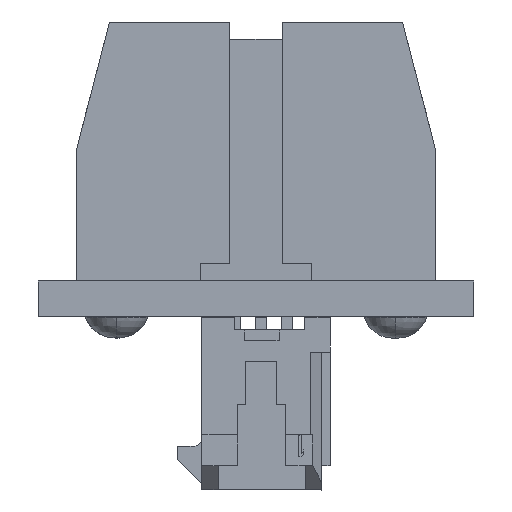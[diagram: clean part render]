
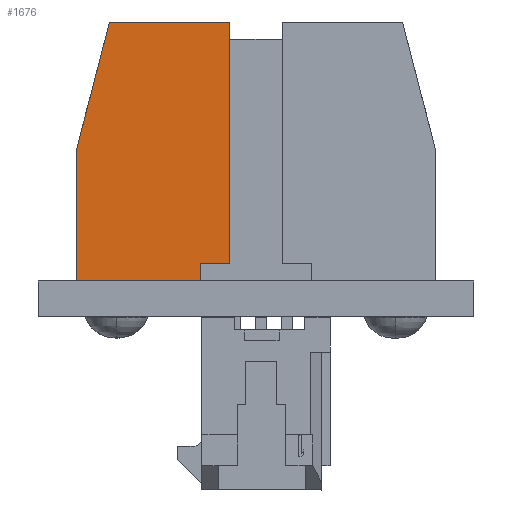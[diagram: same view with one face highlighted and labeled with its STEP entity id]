
A CAD part, left-side view. The second image highlights one B-rep face of the part: STEP entity #1676.
In plain terms, the highlighted face is planar.
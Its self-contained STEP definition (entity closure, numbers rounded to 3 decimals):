
#1202 = VERTEX_POINT('',#1203);
#1203 = CARTESIAN_POINT('',(-10.325,0.,38.525));
#1284 = VERTEX_POINT('',#1285);
#1285 = CARTESIAN_POINT('',(-3.175,0.,38.525));
#1291 = EDGE_CURVE('',#1202,#1284,#1292,.T.);
#1292 = LINE('',#1293,#1294);
#1293 = CARTESIAN_POINT('',(-10.325,0.,38.525));
#1294 = VECTOR('',#1295,1.);
#1295 = DIRECTION('',(1.,0.,0.));
#1643 = VERTEX_POINT('',#1644);
#1644 = CARTESIAN_POINT('',(-8.409,14.86,38.525));
#1650 = EDGE_CURVE('',#1651,#1643,#1653,.T.);
#1651 = VERTEX_POINT('',#1652);
#1652 = CARTESIAN_POINT('',(-1.5,14.86,38.525));
#1653 = LINE('',#1654,#1655);
#1654 = CARTESIAN_POINT('',(8.409,14.86,38.525));
#1655 = VECTOR('',#1656,1.);
#1656 = DIRECTION('',(-1.,0.,0.));
#1676 = ADVANCED_FACE('',(#1677),#1717,.T.);
#1677 = FACE_BOUND('',#1678,.T.);
#1678 = EDGE_LOOP('',(#1679,#1687,#1695,#1701,#1702,#1710,#1716));
#1679 = ORIENTED_EDGE('',*,*,#1680,.F.);
#1680 = EDGE_CURVE('',#1681,#1284,#1683,.T.);
#1681 = VERTEX_POINT('',#1682);
#1682 = CARTESIAN_POINT('',(-3.175,1.,38.525));
#1683 = LINE('',#1684,#1685);
#1684 = CARTESIAN_POINT('',(-3.175,1.,38.525));
#1685 = VECTOR('',#1686,1.);
#1686 = DIRECTION('',(0.,-1.,0.));
#1687 = ORIENTED_EDGE('',*,*,#1688,.F.);
#1688 = EDGE_CURVE('',#1689,#1681,#1691,.T.);
#1689 = VERTEX_POINT('',#1690);
#1690 = CARTESIAN_POINT('',(-1.5,1.,38.525));
#1691 = LINE('',#1692,#1693);
#1692 = CARTESIAN_POINT('',(-3.175,1.,38.525));
#1693 = VECTOR('',#1694,1.);
#1694 = DIRECTION('',(-1.,0.,0.));
#1695 = ORIENTED_EDGE('',*,*,#1696,.F.);
#1696 = EDGE_CURVE('',#1651,#1689,#1697,.T.);
#1697 = LINE('',#1698,#1699);
#1698 = CARTESIAN_POINT('',(-1.5,0.,38.525));
#1699 = VECTOR('',#1700,1.);
#1700 = DIRECTION('',(0.,-1.,0.));
#1701 = ORIENTED_EDGE('',*,*,#1650,.T.);
#1702 = ORIENTED_EDGE('',*,*,#1703,.T.);
#1703 = EDGE_CURVE('',#1643,#1704,#1706,.T.);
#1704 = VERTEX_POINT('',#1705);
#1705 = CARTESIAN_POINT('',(-10.325,7.457,38.525));
#1706 = LINE('',#1707,#1708);
#1707 = CARTESIAN_POINT('',(-8.409,14.86,38.525));
#1708 = VECTOR('',#1709,1.);
#1709 = DIRECTION('',(-0.251,-0.968,0.));
#1710 = ORIENTED_EDGE('',*,*,#1711,.T.);
#1711 = EDGE_CURVE('',#1704,#1202,#1712,.T.);
#1712 = LINE('',#1713,#1714);
#1713 = CARTESIAN_POINT('',(-10.325,7.457,38.525));
#1714 = VECTOR('',#1715,1.);
#1715 = DIRECTION('',(0.,-1.,0.));
#1716 = ORIENTED_EDGE('',*,*,#1291,.T.);
#1717 = PLANE('',#1718);
#1718 = AXIS2_PLACEMENT_3D('',#1719,#1720,#1721);
#1719 = CARTESIAN_POINT('',(0.,0.,38.525));
#1720 = DIRECTION('',(0.,0.,1.));
#1721 = DIRECTION('',(1.,0.,0.));
